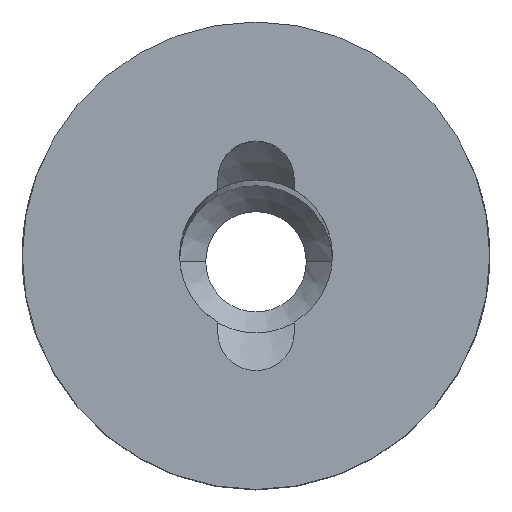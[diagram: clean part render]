
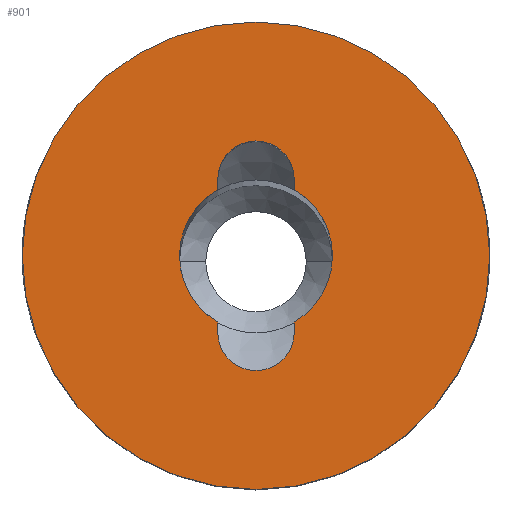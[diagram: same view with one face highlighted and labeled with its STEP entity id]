
A CAD part, top view. The second image highlights one B-rep face of the part: STEP entity #901.
In plain terms, the highlighted planar face has unit normal (0, 0, 1).
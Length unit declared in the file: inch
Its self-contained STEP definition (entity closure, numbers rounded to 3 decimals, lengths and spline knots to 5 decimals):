
#15 = EDGE_CURVE ( 'NONE', #457, #823, #479, .T. ) ;
#33 = AXIS2_PLACEMENT_3D ( 'NONE', #1526, #377, #1032 ) ;
#48 = ORIENTED_EDGE ( 'NONE', *, *, #61, .F. ) ;
#55 = CIRCLE ( 'NONE', #1624, 0.09 ) ;
#61 = EDGE_CURVE ( 'NONE', #1310, #1591, #1213, .T. ) ;
#100 = DIRECTION ( 'NONE',  ( 0., 0., 1. ) ) ;
#115 = DIRECTION ( 'NONE',  ( 0., 0., 1. ) ) ;
#162 = DIRECTION ( 'NONE',  ( 0., 0., 1. ) ) ;
#213 = CIRCLE ( 'NONE', #775, 0.275 ) ;
#214 = VERTEX_POINT ( 'NONE', #1604 ) ;
#218 = AXIS2_PLACEMENT_3D ( 'NONE', #244, #1011, #1408 ) ;
#231 = DIRECTION ( 'NONE',  ( 1., 0., 0. ) ) ;
#238 = VECTOR ( 'NONE', #1495, 39.37008 ) ;
#240 = FACE_BOUND ( 'NONE', #952, .T. ) ;
#244 = CARTESIAN_POINT ( 'NONE',  ( 1.8125, -1.215, 4.34 ) ) ;
#249 = CARTESIAN_POINT ( 'NONE',  ( 1.5375, -1.125, 4.34 ) ) ;
#257 = EDGE_CURVE ( 'NONE', #1591, #852, #821, .T. ) ;
#273 = ORIENTED_EDGE ( 'NONE', *, *, #1440, .F. ) ;
#297 = CARTESIAN_POINT ( 'NONE',  ( 2.0875, -1.125, 4.34 ) ) ;
#304 = CARTESIAN_POINT ( 'NONE',  ( 1.8575, -1.215, 4.34 ) ) ;
#316 = CARTESIAN_POINT ( 'NONE',  ( 1.7675, -1.035, 4.34 ) ) ;
#359 = CARTESIAN_POINT ( 'NONE',  ( 1.8575, -1.04706, 4.34 ) ) ;
#364 = ORIENTED_EDGE ( 'NONE', *, *, #257, .F. ) ;
#370 = CARTESIAN_POINT ( 'NONE',  ( 1.8125, -1.125, 4.34 ) ) ;
#374 = VECTOR ( 'NONE', #1474, 39.37008 ) ;
#377 = DIRECTION ( 'NONE',  ( 0., 0., 1. ) ) ;
#397 = AXIS2_PLACEMENT_3D ( 'NONE', #370, #115, #1146 ) ;
#433 = CARTESIAN_POINT ( 'NONE',  ( 1.7225, -1.125, 4.34 ) ) ;
#451 = AXIS2_PLACEMENT_3D ( 'NONE', #1423, #1045, #231 ) ;
#457 = VERTEX_POINT ( 'NONE', #297 ) ;
#479 = CIRCLE ( 'NONE', #397, 0.275 ) ;
#493 = VERTEX_POINT ( 'NONE', #433 ) ;
#499 = DIRECTION ( 'NONE',  ( 1., 0., 0. ) ) ;
#510 = VERTEX_POINT ( 'NONE', #877 ) ;
#512 = DIRECTION ( 'NONE',  ( 1., 0., 0. ) ) ;
#523 = FACE_OUTER_BOUND ( 'NONE', #1277, .T. ) ;
#528 = CARTESIAN_POINT ( 'NONE',  ( 1.9025, -1.125, 4.34 ) ) ;
#597 = CARTESIAN_POINT ( 'NONE',  ( 1.8575, -1.035, 4.34 ) ) ;
#605 = CARTESIAN_POINT ( 'NONE',  ( 1.8125, -1.125, 4.34 ) ) ;
#616 = DIRECTION ( 'NONE',  ( 0., 0., 1. ) ) ;
#617 = DIRECTION ( 'NONE',  ( 1., 0., 0. ) ) ;
#641 = CARTESIAN_POINT ( 'NONE',  ( 1.8575, -1.035, 4.34 ) ) ;
#669 = CIRCLE ( 'NONE', #33, 0.09 ) ;
#711 = DIRECTION ( 'NONE',  ( 1., 0., 0. ) ) ;
#729 = DIRECTION ( 'NONE',  ( 0., -1., 0. ) ) ;
#734 = ORIENTED_EDGE ( 'NONE', *, *, #1105, .F. ) ;
#775 = AXIS2_PLACEMENT_3D ( 'NONE', #893, #1565, #617 ) ;
#778 = CIRCLE ( 'NONE', #1382, 0.045 ) ;
#785 = ORIENTED_EDGE ( 'NONE', *, *, #892, .T. ) ;
#814 = CARTESIAN_POINT ( 'NONE',  ( 1.8125, -1.125, 4.34 ) ) ;
#821 = LINE ( 'NONE', #968, #238 ) ;
#823 = VERTEX_POINT ( 'NONE', #249 ) ;
#825 = ORIENTED_EDGE ( 'NONE', *, *, #1647, .F. ) ;
#832 = LINE ( 'NONE', #597, #1325 ) ;
#852 = VERTEX_POINT ( 'NONE', #641 ) ;
#877 = CARTESIAN_POINT ( 'NONE',  ( 1.7675, -1.20294, 4.34 ) ) ;
#892 = EDGE_CURVE ( 'NONE', #823, #457, #213, .T. ) ;
#893 = CARTESIAN_POINT ( 'NONE',  ( 1.8125, -1.125, 4.34 ) ) ;
#901 = ADVANCED_FACE ( 'NONE', ( #240, #523 ), #1530, .T. ) ;
#952 = EDGE_LOOP ( 'NONE', ( #364, #48, #273, #734, #1479, #1606, #825, #1585, #1333, #1071 ) ) ;
#968 = CARTESIAN_POINT ( 'NONE',  ( 1.8575, -1.035, 4.34 ) ) ;
#1011 = DIRECTION ( 'NONE',  ( 0., 0., 1. ) ) ;
#1023 = CARTESIAN_POINT ( 'NONE',  ( 1.8575, -1.20294, 4.34 ) ) ;
#1032 = DIRECTION ( 'NONE',  ( 1., 0., 0. ) ) ;
#1045 = DIRECTION ( 'NONE',  ( 0., 0., 1. ) ) ;
#1056 = VECTOR ( 'NONE', #729, 39.37008 ) ;
#1057 = EDGE_CURVE ( 'NONE', #214, #493, #55, .T. ) ;
#1064 = VERTEX_POINT ( 'NONE', #1254 ) ;
#1068 = DIRECTION ( 'NONE',  ( 1., 0., 0. ) ) ;
#1071 = ORIENTED_EDGE ( 'NONE', *, *, #1661, .F. ) ;
#1078 = VERTEX_POINT ( 'NONE', #316 ) ;
#1080 = CIRCLE ( 'NONE', #1654, 0.09 ) ;
#1105 = EDGE_CURVE ( 'NONE', #1512, #1201, #832, .T. ) ;
#1118 = DIRECTION ( 'NONE',  ( 0., 1., 0. ) ) ;
#1146 = DIRECTION ( 'NONE',  ( 1., 0., 0. ) ) ;
#1201 = VERTEX_POINT ( 'NONE', #1023 ) ;
#1210 = LINE ( 'NONE', #1482, #374 ) ;
#1213 = CIRCLE ( 'NONE', #1485, 0.09 ) ;
#1221 = CARTESIAN_POINT ( 'NONE',  ( 1.8125, -1.125, 4.34 ) ) ;
#1224 = ORIENTED_EDGE ( 'NONE', *, *, #15, .T. ) ;
#1254 = CARTESIAN_POINT ( 'NONE',  ( 1.7675, -1.215, 4.34 ) ) ;
#1271 = CIRCLE ( 'NONE', #218, 0.045 ) ;
#1277 = EDGE_LOOP ( 'NONE', ( #1224, #785 ) ) ;
#1287 = CARTESIAN_POINT ( 'NONE',  ( 1.8125, -1.035, 4.34 ) ) ;
#1310 = VERTEX_POINT ( 'NONE', #528 ) ;
#1325 = VECTOR ( 'NONE', #1118, 39.37008 ) ;
#1333 = ORIENTED_EDGE ( 'NONE', *, *, #1471, .F. ) ;
#1359 = DIRECTION ( 'NONE',  ( 0., 0., 1. ) ) ;
#1382 = AXIS2_PLACEMENT_3D ( 'NONE', #1287, #100, #512 ) ;
#1408 = DIRECTION ( 'NONE',  ( 1., 0., 0. ) ) ;
#1423 = CARTESIAN_POINT ( 'NONE',  ( 1.8125, -1.125, 4.34 ) ) ;
#1440 = EDGE_CURVE ( 'NONE', #1201, #1310, #1080, .T. ) ;
#1471 = EDGE_CURVE ( 'NONE', #1078, #214, #1210, .T. ) ;
#1474 = DIRECTION ( 'NONE',  ( 0., -1., 0. ) ) ;
#1479 = ORIENTED_EDGE ( 'NONE', *, *, #1577, .F. ) ;
#1482 = CARTESIAN_POINT ( 'NONE',  ( 1.7675, -1.035, 4.34 ) ) ;
#1485 = AXIS2_PLACEMENT_3D ( 'NONE', #605, #616, #499 ) ;
#1495 = DIRECTION ( 'NONE',  ( 0., 1., 0. ) ) ;
#1512 = VERTEX_POINT ( 'NONE', #304 ) ;
#1526 = CARTESIAN_POINT ( 'NONE',  ( 1.8125, -1.125, 4.34 ) ) ;
#1530 = PLANE ( 'NONE',  #451 ) ;
#1534 = LINE ( 'NONE', #1543, #1056 ) ;
#1543 = CARTESIAN_POINT ( 'NONE',  ( 1.7675, -1.035, 4.34 ) ) ;
#1565 = DIRECTION ( 'NONE',  ( 0., 0., 1. ) ) ;
#1577 = EDGE_CURVE ( 'NONE', #1064, #1512, #1271, .T. ) ;
#1585 = ORIENTED_EDGE ( 'NONE', *, *, #1057, .F. ) ;
#1591 = VERTEX_POINT ( 'NONE', #359 ) ;
#1604 = CARTESIAN_POINT ( 'NONE',  ( 1.7675, -1.04706, 4.34 ) ) ;
#1606 = ORIENTED_EDGE ( 'NONE', *, *, #1628, .F. ) ;
#1624 = AXIS2_PLACEMENT_3D ( 'NONE', #1221, #1359, #711 ) ;
#1628 = EDGE_CURVE ( 'NONE', #510, #1064, #1534, .T. ) ;
#1647 = EDGE_CURVE ( 'NONE', #493, #510, #669, .T. ) ;
#1654 = AXIS2_PLACEMENT_3D ( 'NONE', #814, #162, #1068 ) ;
#1661 = EDGE_CURVE ( 'NONE', #852, #1078, #778, .T. ) ;
